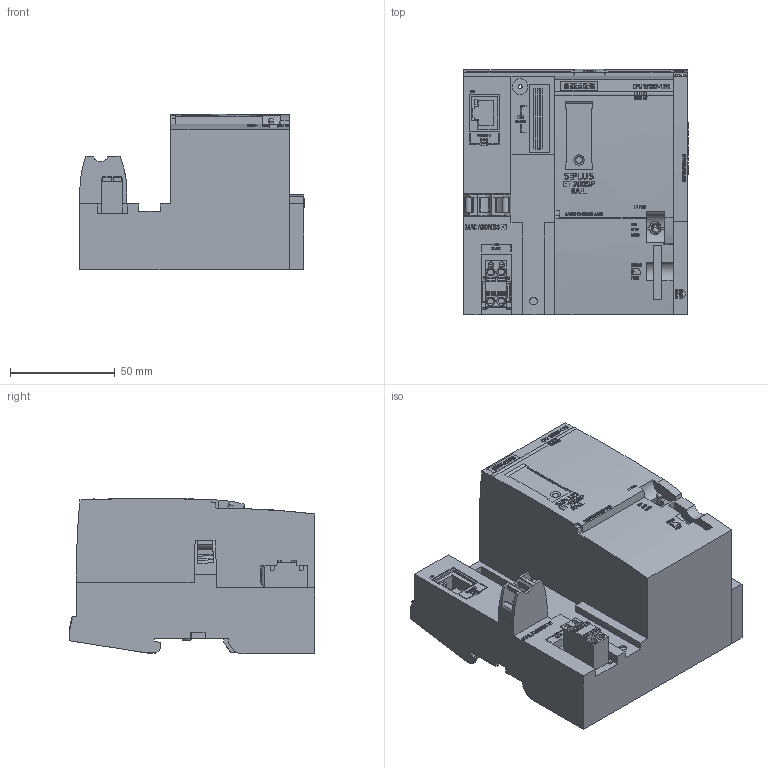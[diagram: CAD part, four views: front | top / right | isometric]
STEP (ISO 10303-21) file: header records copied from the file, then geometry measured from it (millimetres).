
FILE_DESCRIPTION(/* description */ (''),/* implementation_level */ '2;1');
FILE_NAME(/* name */ '6AG2512-1DM03-4AB0_3d.stp',/* time_stamp */ '2025-07-16T15:47:58+08:00',/* author */ (''),/* organization */ (''),/* preprocessor_version */ 'ST-DEVELOPER v20',/* originating_system */ 'SIEMENS PLM Software NX2406.8300',/* authorisation */ '');
FILE_SCHEMA (('AUTOMOTIVE_DESIGN { 1 0 10303 214 3 1 1 1 }'));
Products named in the file (7): A5E30911136A_RS-AA_002_1-labeling; A5E30911135A_RS-AA_002_1-box; A5E54813922A_RS-AA_001_1-Labeling; A5E30584982A_RS-AA_005_1-powersupply-connector; A5E52670738A_RS-AA_001_2-Box; A5E30911137A_RS-AA_004_4-CAx_6ES71936PA000AA0; A5E54813900A_RS-AA_001_2-CAx_6AG25121DM034AB0
Assembly tree (6 placements, depth 3):
  A5E54813900A_RS-AA_001_2-CAx_6AG25121DM034AB0
    A5E52670738A_RS-AA_001_2-Box
    A5E30584982A_RS-AA_005_1-powersupply-connector
    A5E30911137A_RS-AA_004_4-CAx_6ES71936PA000AA0
      A5E30911135A_RS-AA_002_1-box
      A5E30911136A_RS-AA_002_1-labeling
    A5E54813922A_RS-AA_001_1-Labeling
Bounding box: 107.1 x 117.35 x 74 mm (x, y, z)
Volume: 570680.7 mm3; surface area: 91838.2 mm2
Topology: 183 solids, 183 shells, 4155 faces, 10612 edges, 7046 vertices
Faces by surface type: plane 3255, extrusion 586, cylinder 300, cone 12, bspline 1, sphere 1
Full cylindrical faces by diameter (mm): 1.4 x2, 1.918 x3, 2.8 x2, 3 x1, 3.631 x1, 4 x1, 4.001 x2, 4.3 x3, 4.931 x1, 5.1 x6, 7.5 x1
Entity records: 169975 total; most frequent: CARTESIAN_POINT 51512, ORIENTED_EDGE 21102, DIRECTION 17368, EDGE_CURVE 10551, VECTOR 8274, LINE 7688, VERTEX_POINT 7033, EDGE_LOOP 4588
